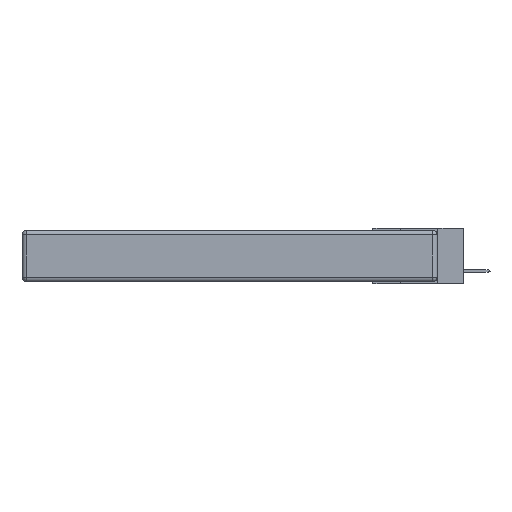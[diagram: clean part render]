
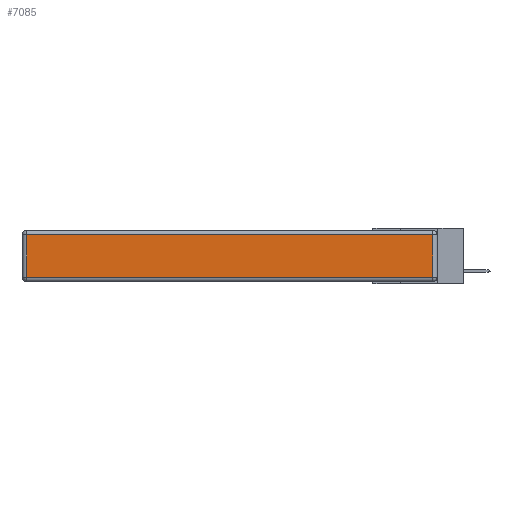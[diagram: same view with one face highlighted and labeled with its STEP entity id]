
A CAD part, left-side view. The second image highlights one B-rep face of the part: STEP entity #7085.
In plain terms, the highlighted planar face has unit normal (-1, 0, 0).
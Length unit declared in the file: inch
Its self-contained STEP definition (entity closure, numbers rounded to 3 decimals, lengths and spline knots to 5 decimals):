
#1951 = CARTESIAN_POINT ( 'NONE',  ( 0., 2.75, -0.03 ) ) ;
#2264 = CARTESIAN_POINT ( 'NONE',  ( 0., 2.72, -0.313 ) ) ;
#3018 = ORIENTED_EDGE ( 'NONE', *, *, #7464, .T. ) ;
#3227 = VERTEX_POINT ( 'NONE', #2264 ) ;
#3249 = CARTESIAN_POINT ( 'NONE',  ( 0., 2.72, -0.343 ) ) ;
#3587 = DIRECTION ( 'NONE',  ( 0., 0., -1. ) ) ;
#4709 = CARTESIAN_POINT ( 'NONE',  ( 0., 2.72, -0.03 ) ) ;
#4844 = DIRECTION ( 'NONE',  ( 0., 0., 1. ) ) ;
#5567 = CARTESIAN_POINT ( 'NONE',  ( 0., 0.03, -0.343 ) ) ;
#6729 = VECTOR ( 'NONE', #3587, 39.37008 ) ;
#7085 = ADVANCED_FACE ( 'NONE', ( #15946 ), #7549, .T. ) ;
#7434 = CARTESIAN_POINT ( 'NONE',  ( 0., 0., -0.343 ) ) ;
#7464 = EDGE_CURVE ( 'NONE', #12677, #10851, #12291, .T. ) ;
#7549 = PLANE ( 'NONE',  #24300 ) ;
#9463 = VECTOR ( 'NONE', #16179, 39.37008 ) ;
#10604 = EDGE_LOOP ( 'NONE', ( #15796, #3018, #12986, #32698 ) ) ;
#10828 = DIRECTION ( 'NONE',  ( 0., -1., 0. ) ) ;
#10851 = VERTEX_POINT ( 'NONE', #14694 ) ;
#12291 = LINE ( 'NONE', #5567, #9463 ) ;
#12662 = EDGE_CURVE ( 'NONE', #10851, #20485, #16115, .T. ) ;
#12677 = VERTEX_POINT ( 'NONE', #17633 ) ;
#12986 = ORIENTED_EDGE ( 'NONE', *, *, #12662, .T. ) ;
#14694 = CARTESIAN_POINT ( 'NONE',  ( 0., 0.03, -0.03 ) ) ;
#15796 = ORIENTED_EDGE ( 'NONE', *, *, #16704, .T. ) ;
#15946 = FACE_OUTER_BOUND ( 'NONE', #10604, .T. ) ;
#16115 = LINE ( 'NONE', #1951, #24997 ) ;
#16179 = DIRECTION ( 'NONE',  ( 0., 0., 1. ) ) ;
#16344 = CARTESIAN_POINT ( 'NONE',  ( 0., 0., -0.313 ) ) ;
#16662 = EDGE_CURVE ( 'NONE', #20485, #3227, #28186, .T. ) ;
#16704 = EDGE_CURVE ( 'NONE', #3227, #12677, #23335, .T. ) ;
#17633 = CARTESIAN_POINT ( 'NONE',  ( 0., 0.03, -0.313 ) ) ;
#20485 = VERTEX_POINT ( 'NONE', #4709 ) ;
#23335 = LINE ( 'NONE', #16344, #33489 ) ;
#24300 = AXIS2_PLACEMENT_3D ( 'NONE', #7434, #28374, #4844 ) ;
#24997 = VECTOR ( 'NONE', #33203, 39.37008 ) ;
#28186 = LINE ( 'NONE', #3249, #6729 ) ;
#28374 = DIRECTION ( 'NONE',  ( -1., 0., 0. ) ) ;
#32698 = ORIENTED_EDGE ( 'NONE', *, *, #16662, .T. ) ;
#33203 = DIRECTION ( 'NONE',  ( 0., 1., 0. ) ) ;
#33489 = VECTOR ( 'NONE', #10828, 39.37008 ) ;
